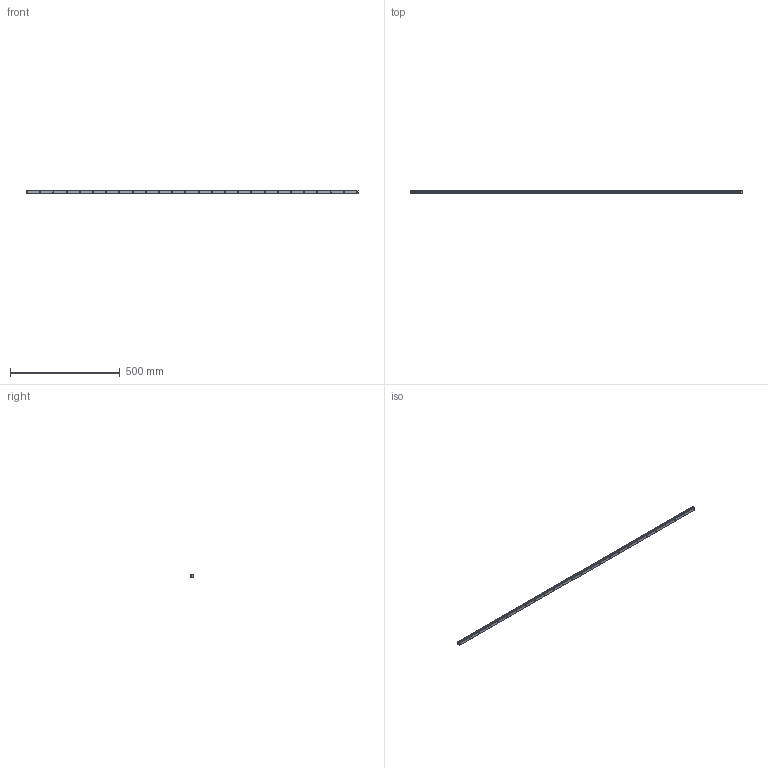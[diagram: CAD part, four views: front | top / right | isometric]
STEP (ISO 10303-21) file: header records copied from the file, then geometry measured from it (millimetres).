
FILE_DESCRIPTION (( 'STEP AP214' ), '1' );
FILE_NAME ('SHS15 1510L G5.STEP', '2021-05-25T12:48:35', ( '' ), ( '' ), 'SwSTEP 2.0', 'SolidWorks 2021', '' );
FILE_SCHEMA (( 'AUTOMOTIVE_DESIGN' ));
Length unit declared in the file: millimetre
Products named in the file (2): SHS15 1510L G5; _SHS15C15105 Track
Assembly tree (1 placements, depth 2):
  SHS15 1510L G5
    _SHS15C15105 Track
Bounding box: 1510 x 13 x 15 mm (x, y, z)
Volume: 243901.1 mm3; surface area: 91044.9 mm2
Topology: 1 solids, 1 shells, 175 faces, 441 edges, 294 vertices
Faces by surface type: cylinder 127, plane 48
Entity records: 5559 total; most frequent: DIRECTION 1053, CARTESIAN_POINT 914, ORIENTED_EDGE 882, EDGE_CURVE 441, AXIS2_PLACEMENT_3D 433, VERTEX_POINT 294, CIRCLE 254, EDGE_LOOP 253
